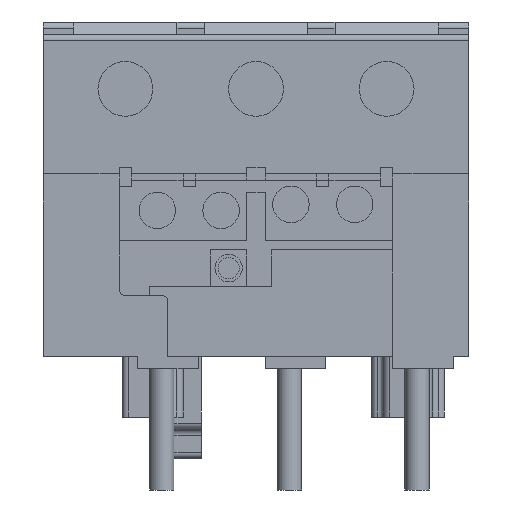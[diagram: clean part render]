
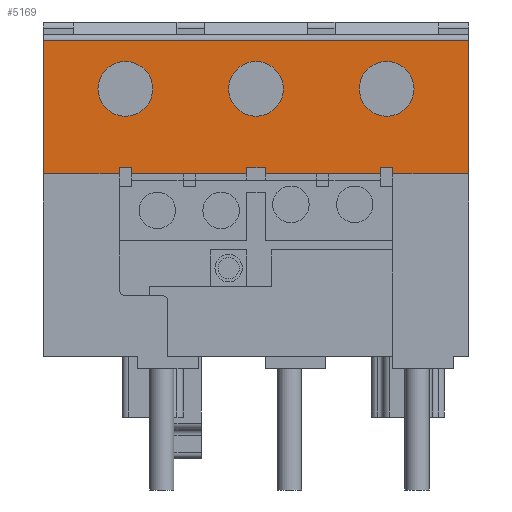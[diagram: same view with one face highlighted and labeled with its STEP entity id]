
A CAD part, front view. The second image highlights one B-rep face of the part: STEP entity #5169.
In plain terms, the highlighted planar face has unit normal (0, -1, 0).
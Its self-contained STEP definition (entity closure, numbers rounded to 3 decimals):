
#65 = CIRCLE ( 'NONE', #6361, 4.5 ) ;
#125 = CARTESIAN_POINT ( 'NONE',  ( 13.5, 0., 44. ) ) ;
#211 = DIRECTION ( 'NONE',  ( 0., 1., 0. ) ) ;
#342 = AXIS2_PLACEMENT_3D ( 'NONE', #7494, #3526, #8185 ) ;
#343 = ORIENTED_EDGE ( 'NONE', *, *, #6117, .T. ) ;
#357 = VECTOR ( 'NONE', #7704, 1000. ) ;
#375 = CARTESIAN_POINT ( 'NONE',  ( 57.5, 0., 30. ) ) ;
#467 = LINE ( 'NONE', #964, #8582 ) ;
#845 = VERTEX_POINT ( 'NONE', #6736 ) ;
#964 = CARTESIAN_POINT ( 'NONE',  ( 70., 0., 52. ) ) ;
#1471 = VERTEX_POINT ( 'NONE', #5620 ) ;
#1512 = LINE ( 'NONE', #3136, #3378 ) ;
#1774 = ORIENTED_EDGE ( 'NONE', *, *, #3501, .F. ) ;
#1777 = EDGE_LOOP ( 'NONE', ( #2719, #4316 ) ) ;
#1821 = DIRECTION ( 'NONE',  ( 1., 0., 0. ) ) ;
#1831 = CIRCLE ( 'NONE', #2910, 4.5 ) ;
#1985 = VECTOR ( 'NONE', #5792, 1000. ) ;
#2037 = EDGE_CURVE ( 'NONE', #7877, #7862, #3774, .T. ) ;
#2101 = LINE ( 'NONE', #3818, #1985 ) ;
#2110 = CIRCLE ( 'NONE', #6556, 4.5 ) ;
#2154 = CARTESIAN_POINT ( 'NONE',  ( 70., 0., 0. ) ) ;
#2251 = DIRECTION ( 'NONE',  ( 0., 0., 1. ) ) ;
#2294 = EDGE_CURVE ( 'NONE', #7359, #1471, #1831, .T. ) ;
#2345 = CIRCLE ( 'NONE', #342, 4.5 ) ;
#2558 = CARTESIAN_POINT ( 'NONE',  ( 35., 0., 44. ) ) ;
#2719 = ORIENTED_EDGE ( 'NONE', *, *, #2294, .T. ) ;
#2731 = EDGE_CURVE ( 'NONE', #1471, #7359, #5471, .T. ) ;
#2795 = DIRECTION ( 'NONE',  ( 0., 0., 1. ) ) ;
#2871 = CARTESIAN_POINT ( 'NONE',  ( 56.5, 0., 44. ) ) ;
#2895 = EDGE_LOOP ( 'NONE', ( #343, #3854 ) ) ;
#2910 = AXIS2_PLACEMENT_3D ( 'NONE', #6636, #3406, #5973 ) ;
#2928 = EDGE_CURVE ( 'NONE', #8321, #4489, #2345, .T. ) ;
#2931 = ORIENTED_EDGE ( 'NONE', *, *, #4158, .T. ) ;
#2952 = EDGE_CURVE ( 'NONE', #6293, #7877, #467, .T. ) ;
#3136 = CARTESIAN_POINT ( 'NONE',  ( 0., 0., 30. ) ) ;
#3378 = VECTOR ( 'NONE', #1821, 1000. ) ;
#3406 = DIRECTION ( 'NONE',  ( 0., 1., 0. ) ) ;
#3501 = EDGE_CURVE ( 'NONE', #5204, #7928, #3974, .T. ) ;
#3526 = DIRECTION ( 'NONE',  ( 0., 1., 0. ) ) ;
#3574 = CIRCLE ( 'NONE', #8206, 4.5 ) ;
#3700 = CARTESIAN_POINT ( 'NONE',  ( 56.5, 0., 48.5 ) ) ;
#3732 = CARTESIAN_POINT ( 'NONE',  ( 0., 0., 30. ) ) ;
#3774 = LINE ( 'NONE', #7085, #357 ) ;
#3818 = CARTESIAN_POINT ( 'NONE',  ( 70., 0., 0. ) ) ;
#3842 = DIRECTION ( 'NONE',  ( 0., 1., 0. ) ) ;
#3854 = ORIENTED_EDGE ( 'NONE', *, *, #2928, .T. ) ;
#3869 = DIRECTION ( 'NONE',  ( 0., 0., 1. ) ) ;
#3974 = LINE ( 'NONE', #8566, #4090 ) ;
#3997 = FACE_BOUND ( 'NONE', #5261, .T. ) ;
#4090 = VECTOR ( 'NONE', #5268, 1000. ) ;
#4110 = CARTESIAN_POINT ( 'NONE',  ( 35., 0., 44. ) ) ;
#4154 = ORIENTED_EDGE ( 'NONE', *, *, #5780, .T. ) ;
#4158 = EDGE_CURVE ( 'NONE', #6929, #8406, #65, .T. ) ;
#4315 = FACE_BOUND ( 'NONE', #2895, .T. ) ;
#4316 = ORIENTED_EDGE ( 'NONE', *, *, #2731, .T. ) ;
#4413 = EDGE_LOOP ( 'NONE', ( #4847, #5181, #4764, #6613, #1774, #4154 ) ) ;
#4489 = VERTEX_POINT ( 'NONE', #3700 ) ;
#4513 = CARTESIAN_POINT ( 'NONE',  ( 70., 0., 52. ) ) ;
#4548 = CARTESIAN_POINT ( 'NONE',  ( 56.5, 0., 39.5 ) ) ;
#4681 = EDGE_CURVE ( 'NONE', #7862, #7928, #1512, .T. ) ;
#4764 = ORIENTED_EDGE ( 'NONE', *, *, #2037, .T. ) ;
#4845 = DIRECTION ( 'NONE',  ( 0., 1., 0. ) ) ;
#4847 = ORIENTED_EDGE ( 'NONE', *, *, #6325, .F. ) ;
#4874 = DIRECTION ( 'NONE',  ( 0., 0., 1. ) ) ;
#5169 = ADVANCED_FACE ( 'NONE', ( #5349, #4315, #3997, #7302 ), #7543, .F. ) ;
#5181 = ORIENTED_EDGE ( 'NONE', *, *, #2952, .T. ) ;
#5202 = CARTESIAN_POINT ( 'NONE',  ( 0., 0., 52. ) ) ;
#5204 = VERTEX_POINT ( 'NONE', #375 ) ;
#5261 = EDGE_LOOP ( 'NONE', ( #7601, #2931 ) ) ;
#5268 = DIRECTION ( 'NONE',  ( -1., 0., 0. ) ) ;
#5349 = FACE_BOUND ( 'NONE', #1777, .T. ) ;
#5449 = DIRECTION ( 'NONE',  ( 0., 0., 1. ) ) ;
#5471 = CIRCLE ( 'NONE', #7964, 4.5 ) ;
#5620 = CARTESIAN_POINT ( 'NONE',  ( 13.5, 0., 39.5 ) ) ;
#5780 = EDGE_CURVE ( 'NONE', #5204, #845, #7709, .T. ) ;
#5792 = DIRECTION ( 'NONE',  ( 0., 0., -1. ) ) ;
#5973 = DIRECTION ( 'NONE',  ( 0., 0., 1. ) ) ;
#6052 = CARTESIAN_POINT ( 'NONE',  ( 35., 0., 48.5 ) ) ;
#6117 = EDGE_CURVE ( 'NONE', #4489, #8321, #3574, .T. ) ;
#6145 = AXIS2_PLACEMENT_3D ( 'NONE', #2154, #6829, #2251 ) ;
#6293 = VERTEX_POINT ( 'NONE', #4513 ) ;
#6325 = EDGE_CURVE ( 'NONE', #6293, #845, #2101, .T. ) ;
#6361 = AXIS2_PLACEMENT_3D ( 'NONE', #4110, #4845, #2795 ) ;
#6556 = AXIS2_PLACEMENT_3D ( 'NONE', #2558, #3842, #3869 ) ;
#6613 = ORIENTED_EDGE ( 'NONE', *, *, #4681, .T. ) ;
#6636 = CARTESIAN_POINT ( 'NONE',  ( 13.5, 0., 44. ) ) ;
#6736 = CARTESIAN_POINT ( 'NONE',  ( 70., 0., 30. ) ) ;
#6820 = DIRECTION ( 'NONE',  ( 0., 1., 0. ) ) ;
#6829 = DIRECTION ( 'NONE',  ( 0., 1., 0. ) ) ;
#6929 = VERTEX_POINT ( 'NONE', #7649 ) ;
#7085 = CARTESIAN_POINT ( 'NONE',  ( 0., 0., 0. ) ) ;
#7142 = CARTESIAN_POINT ( 'NONE',  ( 12.5, 0., 30. ) ) ;
#7302 = FACE_OUTER_BOUND ( 'NONE', #4413, .T. ) ;
#7359 = VERTEX_POINT ( 'NONE', #7513 ) ;
#7494 = CARTESIAN_POINT ( 'NONE',  ( 56.5, 0., 44. ) ) ;
#7513 = CARTESIAN_POINT ( 'NONE',  ( 13.5, 0., 48.5 ) ) ;
#7543 = PLANE ( 'NONE',  #6145 ) ;
#7601 = ORIENTED_EDGE ( 'NONE', *, *, #7852, .T. ) ;
#7619 = VECTOR ( 'NONE', #7795, 1000. ) ;
#7649 = CARTESIAN_POINT ( 'NONE',  ( 35., 0., 39.5 ) ) ;
#7704 = DIRECTION ( 'NONE',  ( 0., 0., -1. ) ) ;
#7709 = LINE ( 'NONE', #3732, #7619 ) ;
#7736 = CARTESIAN_POINT ( 'NONE',  ( 0., 0., 30. ) ) ;
#7795 = DIRECTION ( 'NONE',  ( 1., 0., 0. ) ) ;
#7852 = EDGE_CURVE ( 'NONE', #8406, #6929, #2110, .T. ) ;
#7862 = VERTEX_POINT ( 'NONE', #7736 ) ;
#7877 = VERTEX_POINT ( 'NONE', #5202 ) ;
#7928 = VERTEX_POINT ( 'NONE', #7142 ) ;
#7964 = AXIS2_PLACEMENT_3D ( 'NONE', #125, #6820, #5449 ) ;
#8185 = DIRECTION ( 'NONE',  ( 0., 0., 1. ) ) ;
#8206 = AXIS2_PLACEMENT_3D ( 'NONE', #2871, #211, #4874 ) ;
#8208 = DIRECTION ( 'NONE',  ( -1., 0., 0. ) ) ;
#8321 = VERTEX_POINT ( 'NONE', #4548 ) ;
#8406 = VERTEX_POINT ( 'NONE', #6052 ) ;
#8566 = CARTESIAN_POINT ( 'NONE',  ( 70., 0., 30. ) ) ;
#8582 = VECTOR ( 'NONE', #8208, 1000. ) ;
